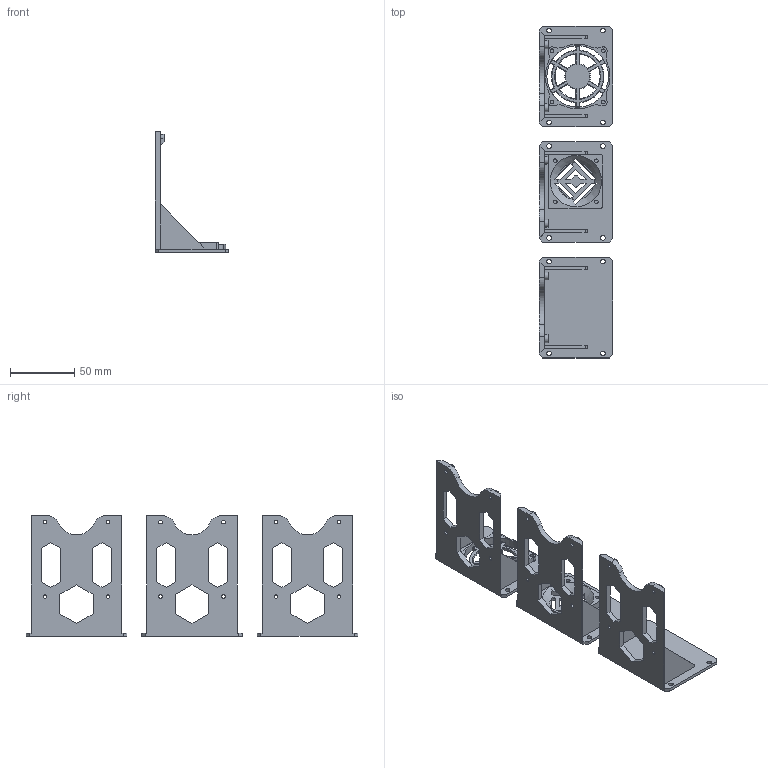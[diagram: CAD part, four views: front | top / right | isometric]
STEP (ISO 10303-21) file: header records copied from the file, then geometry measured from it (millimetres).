
FILE_DESCRIPTION(/* description */ (''),/* implementation_level */ '2;1');
FILE_NAME(/* name */ 'RPi Universal Tray V3 - Stock.step',/* time_stamp */ '2023-11-10T08:44:01-06:00',/* author */ (''),/* organization */ (''),/* preprocessor_version */ 'ST-DEVELOPER v20',/* originating_system */ 'Autodesk Translation Framework v12.14.0.127',/* authorisation */ '');
FILE_SCHEMA (('AUTOMOTIVE_DESIGN { 1 0 10303 214 3 1 1 }'));
Length unit declared in the file: millimetre
Products named in the file (4): Stock; Tray without Fan; Tray w 50mm Fan; Tray w 40mm Fan
Assembly tree (3 placements, depth 2):
  Stock
    Tray without Fan
    Tray w 50mm Fan
    Tray w 40mm Fan
Bounding box: 57.6 x 258.6 x 93.9 mm (x, y, z)
Volume: 98678.5 mm3; surface area: 71838.5 mm2
Topology: 3 solids, 3 shells, 388 faces, 1074 edges, 706 vertices
Faces by surface type: plane 265, cylinder 98, cone 25
Full cylindrical faces by diameter (mm): 2.8 x20, 3.6 x12, 48 x1
Entity records: 12613 total; most frequent: CARTESIAN_POINT 2347, ORIENTED_EDGE 2148, DIRECTION 2030, EDGE_CURVE 1074, LINE 760, VECTOR 760, VERTEX_POINT 706, AXIS2_PLACEMENT_3D 635
